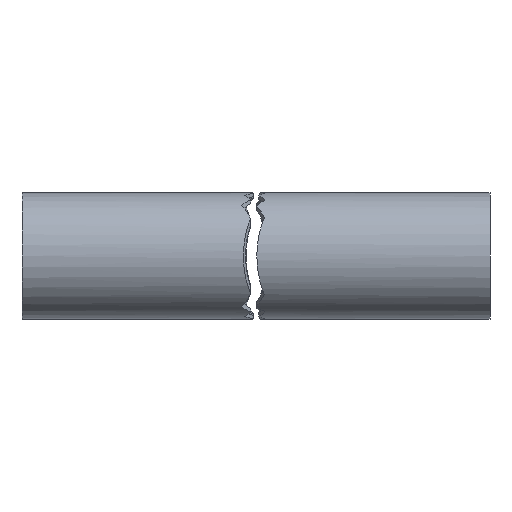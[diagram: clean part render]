
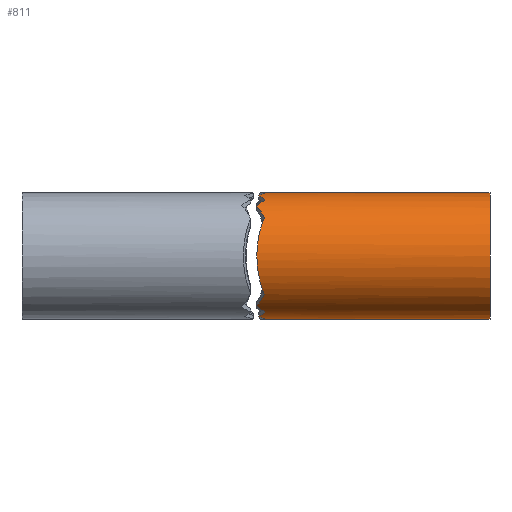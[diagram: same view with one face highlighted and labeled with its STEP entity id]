
A CAD part, left-side view. The second image highlights one B-rep face of the part: STEP entity #811.
In plain terms, the highlighted cylindrical face has radius 27 mm (diameter 54 mm), a full revolution.
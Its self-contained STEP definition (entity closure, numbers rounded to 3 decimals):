
#19=CIRCLE('',#917,27.);
#23=CYLINDRICAL_SURFACE('',#919,27.);
#47=FACE_OUTER_BOUND('',#91,.T.);
#91=EDGE_LOOP('',(#589,#590,#591,#592,#593,#594,#595,#596,#597,#598,#599,
#600,#601,#602,#603,#604,#605,#606,#607,#608,#609,#610));
#131=LINE('',#1394,#171);
#171=VECTOR('',#1131,27.);
#229=ELLIPSE('',#920,30.978,27.);
#230=ELLIPSE('',#921,30.978,27.);
#231=ELLIPSE('',#922,29.172,27.);
#232=ELLIPSE('',#923,30.978,27.);
#233=ELLIPSE('',#924,31.695,27.);
#234=ELLIPSE('',#925,36.954,27.);
#235=ELLIPSE('',#926,31.695,27.);
#236=ELLIPSE('',#927,32.445,27.);
#237=ELLIPSE('',#928,36.971,27.);
#238=ELLIPSE('',#929,32.445,27.);
#239=ELLIPSE('',#930,31.163,27.);
#240=ELLIPSE('',#931,32.445,27.);
#241=ELLIPSE('',#932,36.971,27.);
#242=ELLIPSE('',#933,32.445,27.);
#243=ELLIPSE('',#934,31.695,27.);
#244=ELLIPSE('',#935,36.954,27.);
#245=ELLIPSE('',#936,31.695,27.);
#246=ELLIPSE('',#937,30.978,27.);
#247=ELLIPSE('',#938,29.172,27.);
#307=VERTEX_POINT('',#1386);
#309=VERTEX_POINT('',#1391);
#310=VERTEX_POINT('',#1392);
#311=VERTEX_POINT('',#1395);
#312=VERTEX_POINT('',#1397);
#313=VERTEX_POINT('',#1399);
#314=VERTEX_POINT('',#1401);
#315=VERTEX_POINT('',#1403);
#316=VERTEX_POINT('',#1405);
#317=VERTEX_POINT('',#1407);
#318=VERTEX_POINT('',#1409);
#319=VERTEX_POINT('',#1411);
#320=VERTEX_POINT('',#1413);
#321=VERTEX_POINT('',#1415);
#322=VERTEX_POINT('',#1417);
#323=VERTEX_POINT('',#1419);
#324=VERTEX_POINT('',#1421);
#325=VERTEX_POINT('',#1423);
#326=VERTEX_POINT('',#1425);
#327=VERTEX_POINT('',#1427);
#407=EDGE_CURVE('',#307,#307,#19,.T.);
#409=EDGE_CURVE('',#309,#310,#229,.T.);
#410=EDGE_CURVE('',#310,#307,#131,.T.);
#411=EDGE_CURVE('',#310,#311,#230,.T.);
#412=EDGE_CURVE('',#311,#312,#231,.T.);
#413=EDGE_CURVE('',#312,#313,#232,.T.);
#414=EDGE_CURVE('',#313,#314,#233,.T.);
#415=EDGE_CURVE('',#314,#315,#234,.T.);
#416=EDGE_CURVE('',#315,#316,#235,.T.);
#417=EDGE_CURVE('',#316,#317,#236,.T.);
#418=EDGE_CURVE('',#317,#318,#237,.T.);
#419=EDGE_CURVE('',#318,#319,#238,.T.);
#420=EDGE_CURVE('',#319,#320,#239,.T.);
#421=EDGE_CURVE('',#320,#321,#240,.T.);
#422=EDGE_CURVE('',#321,#322,#241,.T.);
#423=EDGE_CURVE('',#322,#323,#242,.T.);
#424=EDGE_CURVE('',#323,#324,#243,.T.);
#425=EDGE_CURVE('',#324,#325,#244,.T.);
#426=EDGE_CURVE('',#325,#326,#245,.T.);
#427=EDGE_CURVE('',#326,#327,#246,.T.);
#428=EDGE_CURVE('',#327,#309,#247,.T.);
#589=ORIENTED_EDGE('',*,*,#409,.T.);
#590=ORIENTED_EDGE('',*,*,#410,.T.);
#591=ORIENTED_EDGE('',*,*,#407,.T.);
#592=ORIENTED_EDGE('',*,*,#410,.F.);
#593=ORIENTED_EDGE('',*,*,#411,.T.);
#594=ORIENTED_EDGE('',*,*,#412,.T.);
#595=ORIENTED_EDGE('',*,*,#413,.T.);
#596=ORIENTED_EDGE('',*,*,#414,.T.);
#597=ORIENTED_EDGE('',*,*,#415,.T.);
#598=ORIENTED_EDGE('',*,*,#416,.T.);
#599=ORIENTED_EDGE('',*,*,#417,.T.);
#600=ORIENTED_EDGE('',*,*,#418,.T.);
#601=ORIENTED_EDGE('',*,*,#419,.T.);
#602=ORIENTED_EDGE('',*,*,#420,.T.);
#603=ORIENTED_EDGE('',*,*,#421,.T.);
#604=ORIENTED_EDGE('',*,*,#422,.T.);
#605=ORIENTED_EDGE('',*,*,#423,.T.);
#606=ORIENTED_EDGE('',*,*,#424,.T.);
#607=ORIENTED_EDGE('',*,*,#425,.T.);
#608=ORIENTED_EDGE('',*,*,#426,.T.);
#609=ORIENTED_EDGE('',*,*,#427,.T.);
#610=ORIENTED_EDGE('',*,*,#428,.T.);
#811=ADVANCED_FACE('',(#47),#23,.T.);
#917=AXIS2_PLACEMENT_3D('',#1387,#1123,#1124);
#919=AXIS2_PLACEMENT_3D('',#1390,#1127,#1128);
#920=AXIS2_PLACEMENT_3D('',#1393,#1129,#1130);
#921=AXIS2_PLACEMENT_3D('',#1396,#1132,#1133);
#922=AXIS2_PLACEMENT_3D('',#1398,#1134,#1135);
#923=AXIS2_PLACEMENT_3D('',#1400,#1136,#1137);
#924=AXIS2_PLACEMENT_3D('',#1402,#1138,#1139);
#925=AXIS2_PLACEMENT_3D('',#1404,#1140,#1141);
#926=AXIS2_PLACEMENT_3D('',#1406,#1142,#1143);
#927=AXIS2_PLACEMENT_3D('',#1408,#1144,#1145);
#928=AXIS2_PLACEMENT_3D('',#1410,#1146,#1147);
#929=AXIS2_PLACEMENT_3D('',#1412,#1148,#1149);
#930=AXIS2_PLACEMENT_3D('',#1414,#1150,#1151);
#931=AXIS2_PLACEMENT_3D('',#1416,#1152,#1153);
#932=AXIS2_PLACEMENT_3D('',#1418,#1154,#1155);
#933=AXIS2_PLACEMENT_3D('',#1420,#1156,#1157);
#934=AXIS2_PLACEMENT_3D('',#1422,#1158,#1159);
#935=AXIS2_PLACEMENT_3D('',#1424,#1160,#1161);
#936=AXIS2_PLACEMENT_3D('',#1426,#1162,#1163);
#937=AXIS2_PLACEMENT_3D('',#1428,#1164,#1165);
#938=AXIS2_PLACEMENT_3D('',#1429,#1166,#1167);
#1123=DIRECTION('center_axis',(0.,1.,0.));
#1124=DIRECTION('ref_axis',(-1.,0.,0.));
#1127=DIRECTION('center_axis',(0.,1.,0.));
#1128=DIRECTION('ref_axis',(-1.,0.,0.));
#1129=DIRECTION('center_axis',(0.49,-0.872,0.));
#1130=DIRECTION('ref_axis',(-0.872,-0.49,0.));
#1131=DIRECTION('',(0.,-1.,0.));
#1132=DIRECTION('center_axis',(0.49,-0.872,0.));
#1133=DIRECTION('ref_axis',(-0.872,-0.49,0.));
#1134=DIRECTION('center_axis',(-0.379,-0.926,0.));
#1135=DIRECTION('ref_axis',(-0.926,0.379,0.));
#1136=DIRECTION('center_axis',(0.49,-0.872,0.));
#1137=DIRECTION('ref_axis',(-0.872,-0.49,0.));
#1138=DIRECTION('center_axis',(-0.524,-0.852,0.));
#1139=DIRECTION('ref_axis',(-0.852,0.524,0.));
#1140=DIRECTION('center_axis',(0.683,-0.731,0.));
#1141=DIRECTION('ref_axis',(-0.731,-0.683,0.));
#1142=DIRECTION('center_axis',(-0.524,-0.852,0.));
#1143=DIRECTION('ref_axis',(-0.852,0.524,0.));
#1144=DIRECTION('center_axis',(0.554,-0.832,0.));
#1145=DIRECTION('ref_axis',(-0.832,-0.554,0.));
#1146=DIRECTION('center_axis',(-0.683,-0.73,0.));
#1147=DIRECTION('ref_axis',(-0.73,0.683,0.));
#1148=DIRECTION('center_axis',(0.554,-0.832,0.));
#1149=DIRECTION('ref_axis',(-0.832,-0.554,0.));
#1150=DIRECTION('center_axis',(-0.499,-0.866,0.));
#1151=DIRECTION('ref_axis',(-0.866,0.499,0.));
#1152=DIRECTION('center_axis',(0.554,-0.832,0.));
#1153=DIRECTION('ref_axis',(-0.832,-0.554,0.));
#1154=DIRECTION('center_axis',(-0.683,-0.73,0.));
#1155=DIRECTION('ref_axis',(-0.73,0.683,0.));
#1156=DIRECTION('center_axis',(0.554,-0.832,0.));
#1157=DIRECTION('ref_axis',(-0.832,-0.554,0.));
#1158=DIRECTION('center_axis',(-0.524,-0.852,0.));
#1159=DIRECTION('ref_axis',(-0.852,0.524,0.));
#1160=DIRECTION('center_axis',(0.683,-0.731,0.));
#1161=DIRECTION('ref_axis',(-0.731,-0.683,0.));
#1162=DIRECTION('center_axis',(-0.524,-0.852,0.));
#1163=DIRECTION('ref_axis',(-0.852,0.524,0.));
#1164=DIRECTION('center_axis',(0.49,-0.872,0.));
#1165=DIRECTION('ref_axis',(-0.872,-0.49,0.));
#1166=DIRECTION('center_axis',(-0.379,-0.926,0.));
#1167=DIRECTION('ref_axis',(-0.926,0.379,0.));
#1386=CARTESIAN_POINT('',(27.,0.,0.));
#1387=CARTESIAN_POINT('Origin',(0.,0.,0.));
#1390=CARTESIAN_POINT('Origin',(0.,0.,0.));
#1391=CARTESIAN_POINT('',(22.4,96.751,-15.074));
#1392=CARTESIAN_POINT('',(27.,99.338,0.));
#1393=CARTESIAN_POINT('Origin',(0.,84.151,0.));
#1394=CARTESIAN_POINT('',(27.,0.,0.));
#1395=CARTESIAN_POINT('',(22.4,96.751,15.074));
#1396=CARTESIAN_POINT('Origin',(0.,84.151,0.));
#1397=CARTESIAN_POINT('',(15.173,99.707,22.334));
#1398=CARTESIAN_POINT('Origin',(0.,105.914,0.));
#1399=CARTESIAN_POINT('',(7.346,95.305,25.982));
#1400=CARTESIAN_POINT('Origin',(0.,91.173,0.));
#1401=CARTESIAN_POINT('',(2.161,98.493,26.913));
#1402=CARTESIAN_POINT('Origin',(0.,99.821,0.));
#1403=CARTESIAN_POINT('',(-1.739,94.849,26.944));
#1404=CARTESIAN_POINT('Origin',(0.,96.474,0.));
#1405=CARTESIAN_POINT('',(-8.185,98.812,25.729));
#1406=CARTESIAN_POINT('Origin',(0.,93.78,0.));
#1407=CARTESIAN_POINT('',(-12.501,95.937,23.932));
#1408=CARTESIAN_POINT('Origin',(0.,104.266,0.));
#1409=CARTESIAN_POINT('',(-16.524,99.699,21.353));
#1410=CARTESIAN_POINT('Origin',(0.,84.243,0.));
#1411=CARTESIAN_POINT('',(-21.456,96.413,16.39));
#1412=CARTESIAN_POINT('Origin',(0.,110.709,0.));
#1413=CARTESIAN_POINT('',(-21.456,96.413,-16.39));
#1414=CARTESIAN_POINT('Origin',(0.,84.047,0.));
#1415=CARTESIAN_POINT('',(-16.524,99.699,-21.353));
#1416=CARTESIAN_POINT('Origin',(0.,110.709,0.));
#1417=CARTESIAN_POINT('',(-12.501,95.937,-23.932));
#1418=CARTESIAN_POINT('Origin',(0.,84.243,0.));
#1419=CARTESIAN_POINT('',(-8.185,98.812,-25.729));
#1420=CARTESIAN_POINT('Origin',(0.,104.266,0.));
#1421=CARTESIAN_POINT('',(-1.739,94.849,-26.944));
#1422=CARTESIAN_POINT('Origin',(0.,93.78,0.));
#1423=CARTESIAN_POINT('',(2.161,98.493,-26.913));
#1424=CARTESIAN_POINT('Origin',(0.,96.474,0.));
#1425=CARTESIAN_POINT('',(7.346,95.305,-25.982));
#1426=CARTESIAN_POINT('Origin',(0.,99.821,0.));
#1427=CARTESIAN_POINT('',(15.173,99.707,-22.334));
#1428=CARTESIAN_POINT('Origin',(0.,91.173,0.));
#1429=CARTESIAN_POINT('Origin',(0.,105.914,0.));
